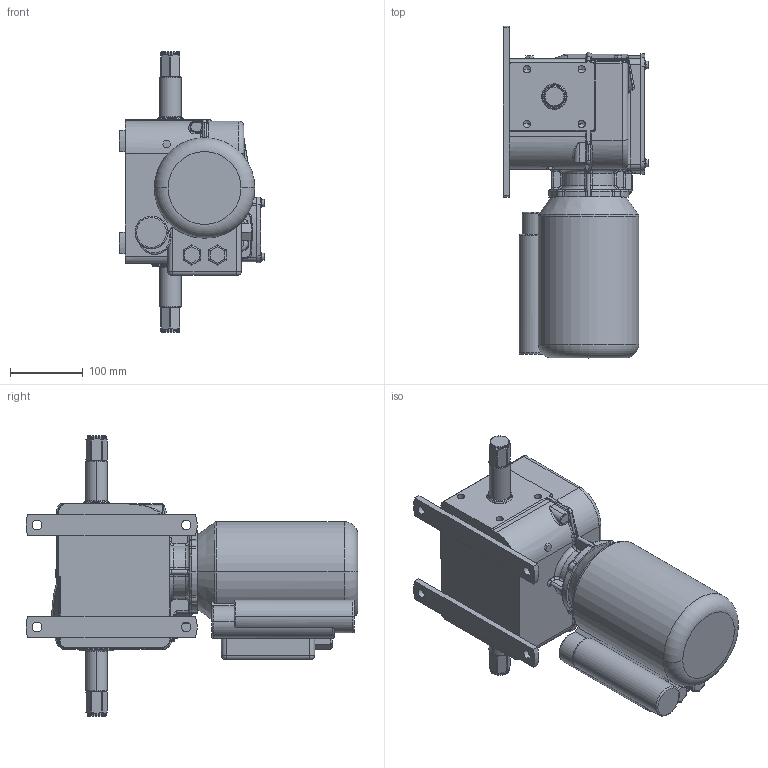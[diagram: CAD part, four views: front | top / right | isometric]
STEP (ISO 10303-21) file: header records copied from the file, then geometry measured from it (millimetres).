
FILE_DESCRIPTION (( 'STEP AP214' ), '1' );
FILE_NAME ('010219930_EWA_52_3D__DE.STEP', '2022-12-20T10:17:37', ( '' ), ( '' ), 'SwSTEP 2.0', 'SolidWorks 2022', '' );
FILE_SCHEMA (( 'AUTOMOTIVE_DESIGN' ));
Length unit declared in the file: millimetre
Products named in the file (3): 010219329_EWA_52_3D__DE; 010219121_EWA_52_3D__DE; 010219930_EWA_52_3D__DE
Assembly tree (2 placements, depth 2):
  010219930_EWA_52_3D__DE
    010219121_EWA_52_3D__DE
    010219329_EWA_52_3D__DE
Bounding box: 199.5 x 455.8 x 385 mm (x, y, z)
Volume: 9991581.1 mm3; surface area: 418346.8 mm2
Topology: 2 solids, 2 shells, 819 faces, 2023 edges, 1205 vertices
Faces by surface type: cylinder 276, plane 185, bspline 170, torus 132, cone 45, sphere 11
Entity records: 34132 total; most frequent: CARTESIAN_POINT 16011, ORIENTED_EDGE 3976, DIRECTION 3543, EDGE_CURVE 1988, AXIS2_PLACEMENT_3D 1454, VERTEX_POINT 1204, EDGE_LOOP 858, FACE_OUTER_BOUND 819
